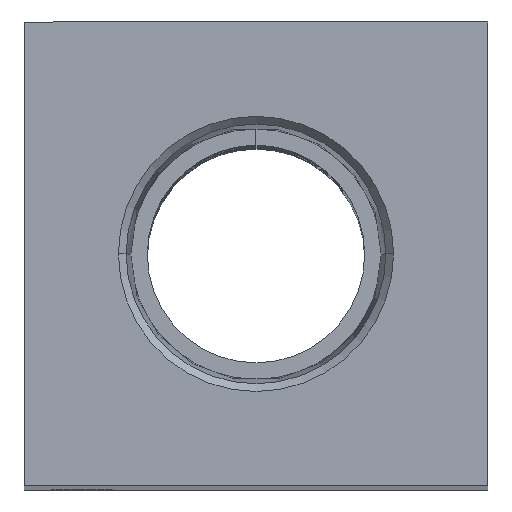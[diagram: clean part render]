
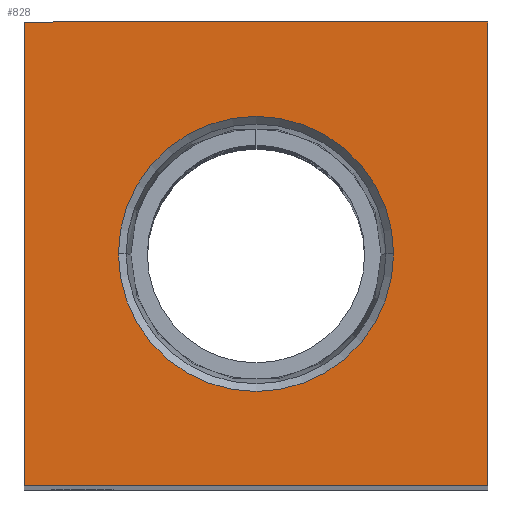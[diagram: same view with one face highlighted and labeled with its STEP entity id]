
A CAD part, top view. The second image highlights one B-rep face of the part: STEP entity #828.
In plain terms, the highlighted planar face has unit normal (0, 0, 1).
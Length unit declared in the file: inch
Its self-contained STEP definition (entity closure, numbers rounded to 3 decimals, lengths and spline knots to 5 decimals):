
#47 = AXIS2_PLACEMENT_3D ( 'NONE', #485, #472, #465 ) ;
#181 = EDGE_CURVE ( 'NONE', #1337, #877, #2175, .T. ) ;
#200 = CARTESIAN_POINT ( 'NONE',  ( 0.75, 0.75, 3.875 ) ) ;
#279 = CARTESIAN_POINT ( 'NONE',  ( 0.75, 0.75, 3.875 ) ) ;
#323 = CARTESIAN_POINT ( 'NONE',  ( -0.75, -0.75, 3.875 ) ) ;
#336 = EDGE_CURVE ( 'NONE', #2020, #1172, #1442, .T. ) ;
#340 = LINE ( 'NONE', #459, #2579 ) ;
#438 = DIRECTION ( 'NONE',  ( 0., -1., 0. ) ) ;
#448 = DIRECTION ( 'NONE',  ( 1., 0., 0. ) ) ;
#456 = DIRECTION ( 'NONE',  ( 1., 0., 0. ) ) ;
#459 = CARTESIAN_POINT ( 'NONE',  ( 0.75, -0.75, 3.875 ) ) ;
#465 = DIRECTION ( 'NONE',  ( 1., 0., 0. ) ) ;
#467 = DIRECTION ( 'NONE',  ( 0., 0., 1. ) ) ;
#472 = DIRECTION ( 'NONE',  ( 0., 0., 1. ) ) ;
#475 = CARTESIAN_POINT ( 'NONE',  ( 0., 0., 3.875 ) ) ;
#485 = CARTESIAN_POINT ( 'NONE',  ( 0., 0., 3.875 ) ) ;
#531 = PLANE ( 'NONE',  #2221 ) ;
#532 = VECTOR ( 'NONE', #1662, 39.37008 ) ;
#537 = ORIENTED_EDGE ( 'NONE', *, *, #1361, .T. ) ;
#543 = CARTESIAN_POINT ( 'NONE',  ( 0.75, -0.75, 3.875 ) ) ;
#612 = EDGE_CURVE ( 'NONE', #1740, #1337, #340, .T. ) ;
#771 = VECTOR ( 'NONE', #438, 39.37008 ) ;
#815 = VECTOR ( 'NONE', #886, 39.37008 ) ;
#828 = ADVANCED_FACE ( 'NONE', ( #1317, #2788 ), #531, .T. ) ;
#843 = AXIS2_PLACEMENT_3D ( 'NONE', #2015, #1999, #1990 ) ;
#869 = ORIENTED_EDGE ( 'NONE', *, *, #1254, .F. ) ;
#877 = VERTEX_POINT ( 'NONE', #279 ) ;
#886 = DIRECTION ( 'NONE',  ( -1., 0., 0. ) ) ;
#941 = ORIENTED_EDGE ( 'NONE', *, *, #612, .T. ) ;
#986 = ORIENTED_EDGE ( 'NONE', *, *, #336, .F. ) ;
#1047 = CARTESIAN_POINT ( 'NONE',  ( -0.44487, 0., 3.875 ) ) ;
#1172 = VERTEX_POINT ( 'NONE', #1047 ) ;
#1254 = EDGE_CURVE ( 'NONE', #1172, #2020, #1644, .T. ) ;
#1259 = CARTESIAN_POINT ( 'NONE',  ( -0.75, -0.75, 3.875 ) ) ;
#1317 = FACE_BOUND ( 'NONE', #2339, .T. ) ;
#1337 = VERTEX_POINT ( 'NONE', #543 ) ;
#1361 = EDGE_CURVE ( 'NONE', #2832, #1740, #2481, .T. ) ;
#1398 = CARTESIAN_POINT ( 'NONE',  ( 0.75, -0.75, 3.875 ) ) ;
#1415 = LINE ( 'NONE', #200, #815 ) ;
#1442 = CIRCLE ( 'NONE', #843, 0.44487 ) ;
#1537 = ORIENTED_EDGE ( 'NONE', *, *, #181, .T. ) ;
#1644 = CIRCLE ( 'NONE', #47, 0.44487 ) ;
#1662 = DIRECTION ( 'NONE',  ( 0., 1., 0. ) ) ;
#1740 = VERTEX_POINT ( 'NONE', #1259 ) ;
#1990 = DIRECTION ( 'NONE',  ( 1., 0., 0. ) ) ;
#1999 = DIRECTION ( 'NONE',  ( 0., 0., 1. ) ) ;
#2015 = CARTESIAN_POINT ( 'NONE',  ( 0., 0., 3.875 ) ) ;
#2020 = VERTEX_POINT ( 'NONE', #2362 ) ;
#2037 = CARTESIAN_POINT ( 'NONE',  ( -0.75, 0.75, 3.875 ) ) ;
#2175 = LINE ( 'NONE', #1398, #532 ) ;
#2221 = AXIS2_PLACEMENT_3D ( 'NONE', #475, #467, #456 ) ;
#2339 = EDGE_LOOP ( 'NONE', ( #986, #869 ) ) ;
#2362 = CARTESIAN_POINT ( 'NONE',  ( 0.44487, 0., 3.875 ) ) ;
#2471 = EDGE_LOOP ( 'NONE', ( #537, #941, #1537, #2779 ) ) ;
#2481 = LINE ( 'NONE', #323, #771 ) ;
#2579 = VECTOR ( 'NONE', #448, 39.37008 ) ;
#2686 = EDGE_CURVE ( 'NONE', #877, #2832, #1415, .T. ) ;
#2779 = ORIENTED_EDGE ( 'NONE', *, *, #2686, .T. ) ;
#2788 = FACE_OUTER_BOUND ( 'NONE', #2471, .T. ) ;
#2832 = VERTEX_POINT ( 'NONE', #2037 ) ;
